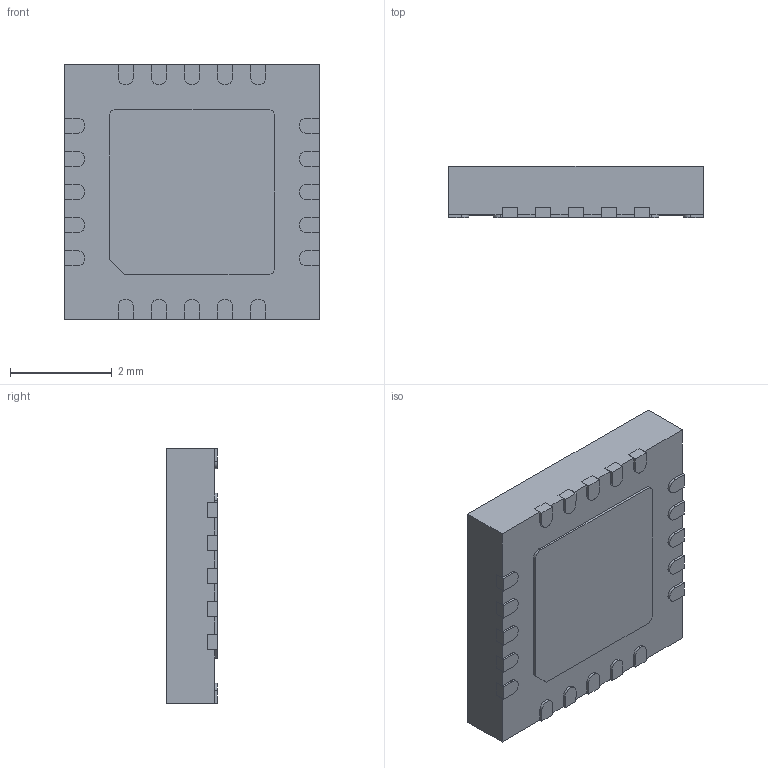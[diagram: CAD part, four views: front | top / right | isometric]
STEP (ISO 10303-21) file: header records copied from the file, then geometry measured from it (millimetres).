
FILE_DESCRIPTION (( 'STEP AP214' ), '1' );
FILE_NAME ('MCP9600-E_MX.STEP', '2023-05-15T07:18:41', ( '' ), ( '' ), 'SwSTEP 2.0', 'SolidWorks 2021', '' );
FILE_SCHEMA (( 'AUTOMOTIVE_DESIGN' ));
Length unit declared in the file: millimetre
Products named in the file (1): MCP9600-E_MX
Bounding box: 5 x 1 x 5 mm (x, y, z)
Volume: 24.4 mm3; surface area: 106.5 mm2
Topology: 23 solids, 23 shells, 242 faces, 582 edges, 388 vertices
Faces by surface type: plane 182, cylinder 60
Entity records: 7238 total; most frequent: CARTESIAN_POINT 1213, DIRECTION 1188, ORIENTED_EDGE 1164, EDGE_CURVE 582, LINE 462, VECTOR 462, VERTEX_POINT 388, AXIS2_PLACEMENT_3D 363
